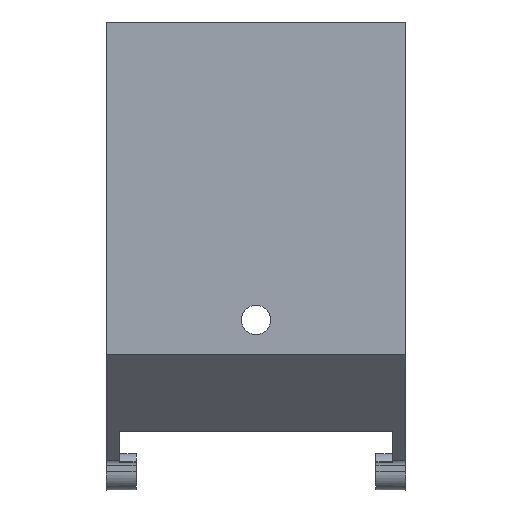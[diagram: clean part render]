
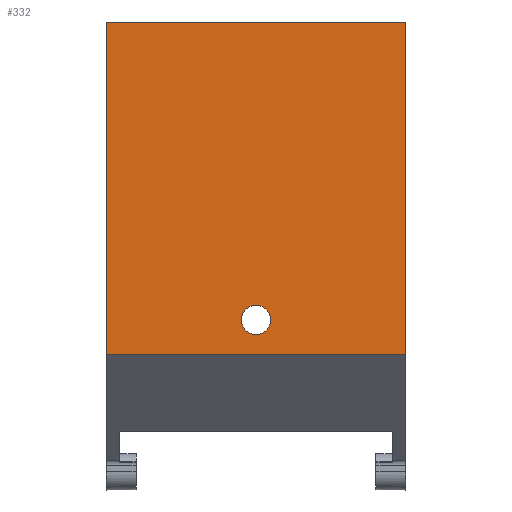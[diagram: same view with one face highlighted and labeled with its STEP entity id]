
A CAD part, top view. The second image highlights one B-rep face of the part: STEP entity #332.
In plain terms, the highlighted planar face has unit normal (0, 0, 1).
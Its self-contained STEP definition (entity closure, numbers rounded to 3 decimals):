
#262=AXIS2_PLACEMENT_3D('Circle Axis2P3D',#260,#261,$) ;
#287=AXIS2_PLACEMENT_3D('Circle Axis2P3D',#285,#286,$) ;
#301=AXIS2_PLACEMENT_3D('Plane Axis2P3D',#298,#299,#300) ;
#133=CARTESIAN_POINT('Vertex',(0.,63.975,34.5)) ;
#136=CARTESIAN_POINT('Line Origine',(20.5,63.975,34.5)) ;
#140=CARTESIAN_POINT('Vertex',(41.,63.975,34.5)) ;
#257=CARTESIAN_POINT('Vertex',(22.5,23.23,34.5)) ;
#260=CARTESIAN_POINT('Axis2P3D Location',(20.5,23.23,34.5)) ;
#264=CARTESIAN_POINT('Vertex',(18.5,23.23,34.5)) ;
#285=CARTESIAN_POINT('Axis2P3D Location',(20.5,23.23,34.5)) ;
#298=CARTESIAN_POINT('Axis2P3D Location',(41.,63.975,34.5)) ;
#303=CARTESIAN_POINT('Line Origine',(0.,41.249,34.5)) ;
#307=CARTESIAN_POINT('Vertex',(0.,18.523,34.5)) ;
#310=CARTESIAN_POINT('Line Origine',(20.5,18.523,34.5)) ;
#314=CARTESIAN_POINT('Vertex',(41.,18.523,34.5)) ;
#317=CARTESIAN_POINT('Line Origine',(41.,41.249,34.5)) ;
#137=DIRECTION('Vector Direction',(-1.,0.,0.)) ;
#261=DIRECTION('Axis2P3D Direction',(0.,0.,-1.)) ;
#286=DIRECTION('Axis2P3D Direction',(0.,0.,-1.)) ;
#299=DIRECTION('Axis2P3D Direction',(0.,0.,-1.)) ;
#300=DIRECTION('Axis2P3D XDirection',(-1.,0.,0.)) ;
#304=DIRECTION('Vector Direction',(0.,-1.,0.)) ;
#311=DIRECTION('Vector Direction',(-1.,0.,0.)) ;
#318=DIRECTION('Vector Direction',(0.,-1.,0.)) ;
#138=VECTOR('Line Direction',#137,1.) ;
#305=VECTOR('Line Direction',#304,1.) ;
#312=VECTOR('Line Direction',#311,1.) ;
#319=VECTOR('Line Direction',#318,1.) ;
#323=ORIENTED_EDGE('',*,*,#309,.T.) ;
#324=ORIENTED_EDGE('',*,*,#316,.F.) ;
#325=ORIENTED_EDGE('',*,*,#321,.F.) ;
#326=ORIENTED_EDGE('',*,*,#142,.T.) ;
#329=ORIENTED_EDGE('',*,*,#289,.F.) ;
#330=ORIENTED_EDGE('',*,*,#266,.F.) ;
#331=FACE_BOUND('',#328,.T.) ;
#332=ADVANCED_FACE('V1',(#327,#331),#302,.F.) ;
#263=CIRCLE('generated circle',#262,2.) ;
#288=CIRCLE('generated circle',#287,2.) ;
#142=EDGE_CURVE('',#141,#134,#139,.T.) ;
#266=EDGE_CURVE('',#258,#265,#263,.F.) ;
#289=EDGE_CURVE('',#265,#258,#288,.F.) ;
#309=EDGE_CURVE('',#134,#308,#306,.T.) ;
#316=EDGE_CURVE('',#315,#308,#313,.T.) ;
#321=EDGE_CURVE('',#141,#315,#320,.T.) ;
#322=EDGE_LOOP('',(#323,#324,#325,#326)) ;
#328=EDGE_LOOP('',(#329,#330)) ;
#327=FACE_OUTER_BOUND('',#322,.T.) ;
#139=LINE('Line',#136,#138) ;
#306=LINE('Line',#303,#305) ;
#313=LINE('Line',#310,#312) ;
#320=LINE('Line',#317,#319) ;
#302=PLANE('',#301) ;
#134=VERTEX_POINT('',#133) ;
#141=VERTEX_POINT('',#140) ;
#258=VERTEX_POINT('',#257) ;
#265=VERTEX_POINT('',#264) ;
#308=VERTEX_POINT('',#307) ;
#315=VERTEX_POINT('',#314) ;
